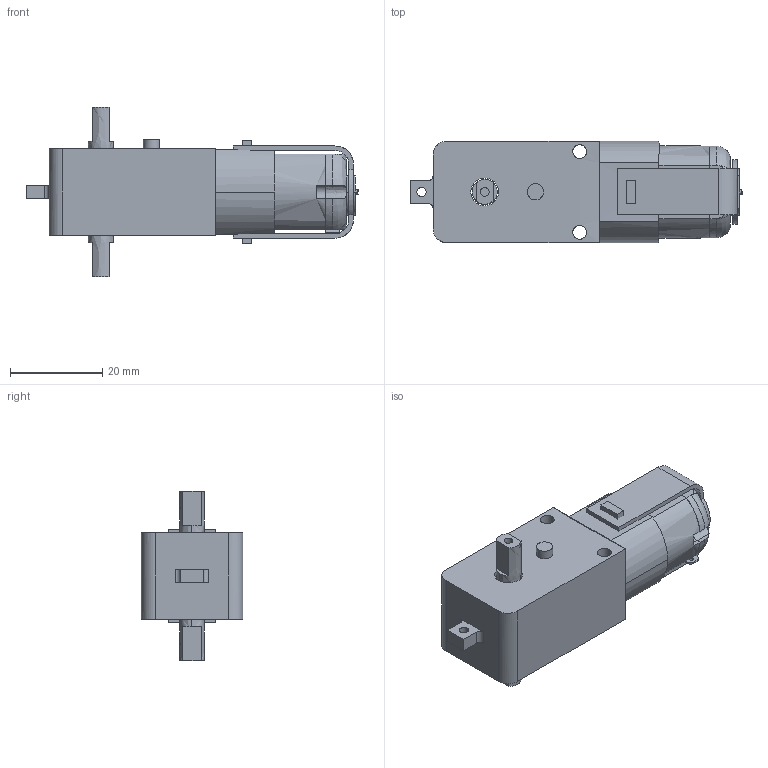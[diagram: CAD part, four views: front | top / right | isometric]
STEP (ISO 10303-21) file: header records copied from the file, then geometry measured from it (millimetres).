
FILE_DESCRIPTION (( 'STEP AP214' ), '1' );
FILE_NAME ('yellow_toy_motor_dims.STEP', '2023-01-13T09:07:37', ( '' ), ( '' ), 'SwSTEP 2.0', 'SolidWorks 2022', '' );
FILE_SCHEMA (( 'AUTOMOTIVE_DESIGN' ));
Length unit declared in the file: millimetre
Products named in the file (1): yellow_toy_motor_dims
Bounding box: 72 x 22 x 36.8 mm (x, y, z)
Surface area: 10234.1 mm2 (no closed solid volume)
Topology: 0 solids, 12 shells, 179 faces, 502 edges, 338 vertices
Faces by surface type: bspline 179
Entity records: 7326 total; most frequent: CARTESIAN_POINT 4407, ORIENTED_EDGE 923, EDGE_CURVE 501, B_SPLINE_CURVE_WITH_KNOTS 395, VERTEX_POINT 338, EDGE_LOOP 197, FACE_OUTER_BOUND 178, ADVANCED_FACE 178
